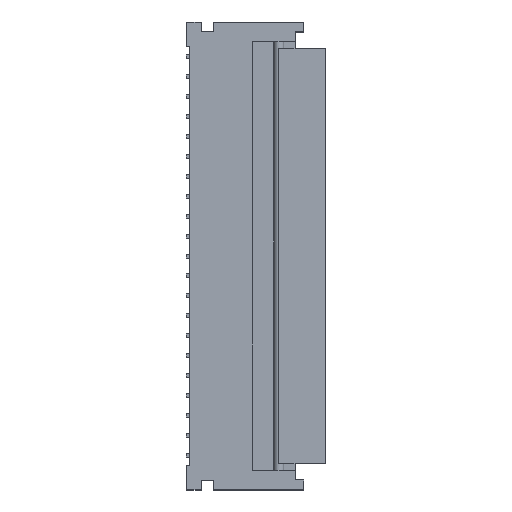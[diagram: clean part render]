
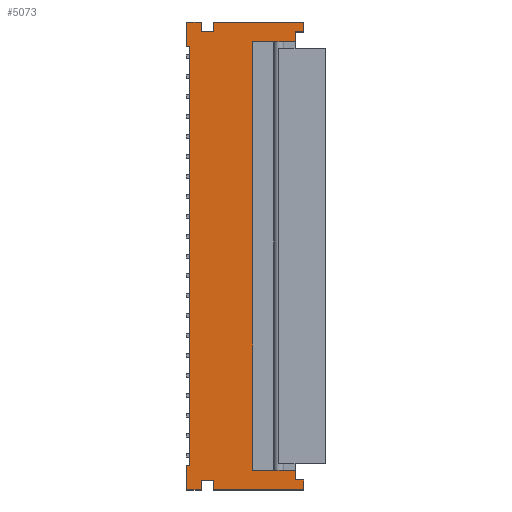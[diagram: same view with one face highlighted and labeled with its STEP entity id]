
A CAD part, top view. The second image highlights one B-rep face of the part: STEP entity #5073.
In plain terms, the highlighted planar face has unit normal (0, 0, 1).
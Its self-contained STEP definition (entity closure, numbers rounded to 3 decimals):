
#27=VECTOR('',#28,1.);
#28=DIRECTION('',(-1.,0.,0.));
#41=VECTOR('',#42,1.);
#42=DIRECTION('',(1.,0.,0.));
#48=DIRECTION('',(0.,-1.,0.));
#68=VECTOR('',#48,1.);
#82=DIRECTION('',(0.,-1.,0.));
#305=VECTOR('',#306,1.);
#306=DIRECTION('',(0.,1.,0.));
#1117=DIRECTION('',(0.,0.,1.));
#1141=VERTEX_POINT('',#1142);
#1142=CARTESIAN_POINT('',(-1.718,-6.305,0.9));
#1143=ORIENTED_EDGE('',*,*,#1144,.T.);
#1144=EDGE_CURVE('',#1141,#1145,#1147,.T.);
#1145=VERTEX_POINT('',#1146);
#1146=CARTESIAN_POINT('',(-1.718,-7.05,0.9));
#1147=LINE('',#1142,#68);
#2208=VERTEX_POINT('',#2209);
#2209=CARTESIAN_POINT('',(-1.718,6.305,0.9));
#2211=EDGE_CURVE('',#2208,#2212,#2214,.T.);
#2212=VERTEX_POINT('',#2213);
#2213=CARTESIAN_POINT('',(-1.718,7.05,0.9));
#2214=B_SPLINE_CURVE_WITH_KNOTS('',1,(#2209,#2213),.UNSPECIFIED.,.F.,.F.,(2,2),(0.,0.745),.PIECEWISE_BEZIER_KNOTS.);
#2224=EDGE_CURVE('',#2212,#2225,#2227,.T.);
#2225=VERTEX_POINT('',#2226);
#2226=CARTESIAN_POINT('',(-1.268,7.05,0.9));
#2227=B_SPLINE_CURVE_WITH_KNOTS('',1,(#2213,#2226),.UNSPECIFIED.,.F.,.F.,(2,2),(0.,0.45),.PIECEWISE_BEZIER_KNOTS.);
#2237=EDGE_CURVE('',#2225,#2238,#2240,.T.);
#2238=VERTEX_POINT('',#2239);
#2239=CARTESIAN_POINT('',(-1.268,6.77,0.9));
#2240=B_SPLINE_CURVE_WITH_KNOTS('',1,(#2226,#2239),.UNSPECIFIED.,.F.,.F.,(2,2),(0.,0.28),.PIECEWISE_BEZIER_KNOTS.);
#2250=EDGE_CURVE('',#2238,#2251,#2253,.T.);
#2251=VERTEX_POINT('',#2252);
#2252=CARTESIAN_POINT('',(-0.903,6.77,0.9));
#2253=B_SPLINE_CURVE_WITH_KNOTS('',1,(#2239,#2252),.UNSPECIFIED.,.F.,.F.,(2,2),(0.,0.365),.PIECEWISE_BEZIER_KNOTS.);
#2263=EDGE_CURVE('',#2251,#2264,#2266,.T.);
#2264=VERTEX_POINT('',#2265);
#2265=CARTESIAN_POINT('',(-0.903,7.05,0.9));
#2266=B_SPLINE_CURVE_WITH_KNOTS('',1,(#2252,#2265),.UNSPECIFIED.,.F.,.F.,(2,2),(0.,0.28),.PIECEWISE_BEZIER_KNOTS.);
#2276=EDGE_CURVE('',#2264,#2277,#2279,.T.);
#2277=VERTEX_POINT('',#2278);
#2278=CARTESIAN_POINT('',(1.813,7.05,0.9));
#2279=B_SPLINE_CURVE_WITH_KNOTS('',1,(#2265,#2278),.UNSPECIFIED.,.F.,.F.,(2,2),(0.,2.715),.PIECEWISE_BEZIER_KNOTS.);
#2289=EDGE_CURVE('',#2277,#2290,#2292,.T.);
#2290=VERTEX_POINT('',#2291);
#2291=CARTESIAN_POINT('',(1.813,6.75,0.9));
#2292=B_SPLINE_CURVE_WITH_KNOTS('',1,(#2278,#2291),.UNSPECIFIED.,.F.,.F.,(2,2),(0.,0.3),.PIECEWISE_BEZIER_KNOTS.);
#2302=EDGE_CURVE('',#2290,#2303,#2305,.T.);
#2303=VERTEX_POINT('',#2304);
#2304=CARTESIAN_POINT('',(1.563,6.75,0.9));
#2305=B_SPLINE_CURVE_WITH_KNOTS('',1,(#2291,#2304),.UNSPECIFIED.,.F.,.F.,(2,2),(0.,0.25),.PIECEWISE_BEZIER_KNOTS.);
#2315=EDGE_CURVE('',#2303,#2316,#2318,.T.);
#2316=VERTEX_POINT('',#2317);
#2317=CARTESIAN_POINT('',(1.563,6.45,0.9));
#2318=B_SPLINE_CURVE_WITH_KNOTS('',1,(#2304,#2319),.UNSPECIFIED.,.F.,.F.,(2,2),(0.,6.75),.PIECEWISE_BEZIER_KNOTS.);
#2319=CARTESIAN_POINT('',(1.563,0.,0.9));
#4274=VERTEX_POINT('',#4275);
#4275=CARTESIAN_POINT('',(1.563,-6.75,0.9));
#4277=ORIENTED_EDGE('',*,*,#4278,.T.);
#4278=EDGE_CURVE('',#4274,#4279,#4281,.T.);
#4279=VERTEX_POINT('',#4280);
#4280=CARTESIAN_POINT('',(1.563,-6.45,0.9));
#4281=LINE('',#4275,#305);
#4295=VERTEX_POINT('',#4296);
#4296=CARTESIAN_POINT('',(1.813,-6.75,0.9));
#4298=ORIENTED_EDGE('',*,*,#4299,.T.);
#4299=EDGE_CURVE('',#4295,#4274,#4300,.T.);
#4300=LINE('',#4296,#27);
#4310=VERTEX_POINT('',#4311);
#4311=CARTESIAN_POINT('',(1.813,-7.05,0.9));
#4313=ORIENTED_EDGE('',*,*,#4314,.T.);
#4314=EDGE_CURVE('',#4310,#4295,#4315,.T.);
#4315=LINE('',#4311,#305);
#4325=VERTEX_POINT('',#4326);
#4326=CARTESIAN_POINT('',(-0.903,-7.05,0.9));
#4328=ORIENTED_EDGE('',*,*,#4329,.T.);
#4329=EDGE_CURVE('',#4325,#4310,#4330,.T.);
#4330=LINE('',#4326,#41);
#4340=VERTEX_POINT('',#4341);
#4341=CARTESIAN_POINT('',(-0.903,-6.77,0.9));
#4343=ORIENTED_EDGE('',*,*,#4344,.T.);
#4344=EDGE_CURVE('',#4340,#4325,#4345,.T.);
#4345=LINE('',#4341,#68);
#4355=VERTEX_POINT('',#4356);
#4356=CARTESIAN_POINT('',(-1.268,-6.77,0.9));
#4358=ORIENTED_EDGE('',*,*,#4359,.T.);
#4359=EDGE_CURVE('',#4355,#4340,#4360,.T.);
#4360=LINE('',#4356,#41);
#4370=VERTEX_POINT('',#4371);
#4371=CARTESIAN_POINT('',(-1.268,-7.05,0.9));
#4373=ORIENTED_EDGE('',*,*,#4374,.T.);
#4374=EDGE_CURVE('',#4370,#4355,#4375,.T.);
#4375=LINE('',#4371,#305);
#4384=ORIENTED_EDGE('',*,*,#4385,.T.);
#4385=EDGE_CURVE('',#1145,#4370,#4386,.T.);
#4386=LINE('',#1146,#41);
#5073=ADVANCED_FACE('',(#5074),#5117,.T.);
#5074=FACE_BOUND('',#5075,.T.);
#5075=EDGE_LOOP('',(#5076,#5083,#5088,#1143,#4384,#4373,#4358,#4343,#4328,#4313,#4298,#4277,#5091,#5096,#5101,#5105,#5106,#5107,#5108,#5109,#5110,#5111,#5112,#5113,#5114));
#5076=ORIENTED_EDGE('',*,*,#5077,.F.);
#5077=EDGE_CURVE('',#5078,#5080,#5082,.T.);
#5078=VERTEX_POINT('',#5079);
#5079=CARTESIAN_POINT('',(-1.618,0.,0.9));
#5080=VERTEX_POINT('',#5081);
#5081=CARTESIAN_POINT('',(-1.618,6.305,0.9));
#5082=B_SPLINE_CURVE_WITH_KNOTS('',1,(#5079,#5081),.UNSPECIFIED.,.F.,.F.,(2,2),(0.,6.305),.PIECEWISE_BEZIER_KNOTS.);
#5083=ORIENTED_EDGE('',*,*,#5084,.T.);
#5084=EDGE_CURVE('',#5078,#5085,#5087,.T.);
#5085=VERTEX_POINT('',#5086);
#5086=CARTESIAN_POINT('',(-1.618,-6.305,0.9));
#5087=LINE('',#5079,#68);
#5088=ORIENTED_EDGE('',*,*,#5089,.T.);
#5089=EDGE_CURVE('',#5085,#1141,#5090,.T.);
#5090=LINE('',#5086,#27);
#5091=ORIENTED_EDGE('',*,*,#5092,.F.);
#5092=EDGE_CURVE('',#5093,#4279,#5095,.T.);
#5093=VERTEX_POINT('',#5094);
#5094=CARTESIAN_POINT('',(0.273,-6.45,0.9));
#5095=LINE('',#5094,#41);
#5096=ORIENTED_EDGE('',*,*,#5097,.F.);
#5097=EDGE_CURVE('',#5098,#5093,#5100,.T.);
#5098=VERTEX_POINT('',#5099);
#5099=CARTESIAN_POINT('',(0.273,6.45,0.9));
#5100=LINE('',#5099,#68);
#5101=ORIENTED_EDGE('',*,*,#5102,.F.);
#5102=EDGE_CURVE('',#2316,#5098,#5103,.T.);
#5103=LINE('',#5104,#27);
#5104=CARTESIAN_POINT('',(1.813,6.45,0.9));
#5105=ORIENTED_EDGE('',*,*,#2315,.F.);
#5106=ORIENTED_EDGE('',*,*,#2302,.F.);
#5107=ORIENTED_EDGE('',*,*,#2289,.F.);
#5108=ORIENTED_EDGE('',*,*,#2276,.F.);
#5109=ORIENTED_EDGE('',*,*,#2263,.F.);
#5110=ORIENTED_EDGE('',*,*,#2250,.F.);
#5111=ORIENTED_EDGE('',*,*,#2237,.F.);
#5112=ORIENTED_EDGE('',*,*,#2224,.F.);
#5113=ORIENTED_EDGE('',*,*,#2211,.F.);
#5114=ORIENTED_EDGE('',*,*,#5115,.F.);
#5115=EDGE_CURVE('',#5080,#2208,#5116,.T.);
#5116=B_SPLINE_CURVE_WITH_KNOTS('',1,(#5081,#2209),.UNSPECIFIED.,.F.,.F.,(2,2),(0.,0.1),.PIECEWISE_BEZIER_KNOTS.);
#5117=PLANE('',#5118);
#5118=AXIS2_PLACEMENT_3D('',#5119,#1117,#82);
#5119=CARTESIAN_POINT('',(-0.031,0.,0.9));
